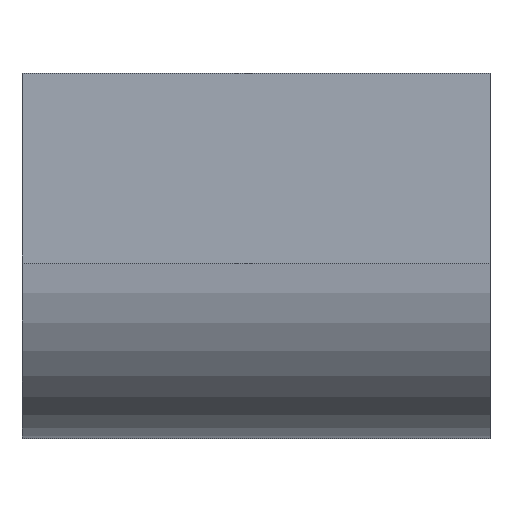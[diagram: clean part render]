
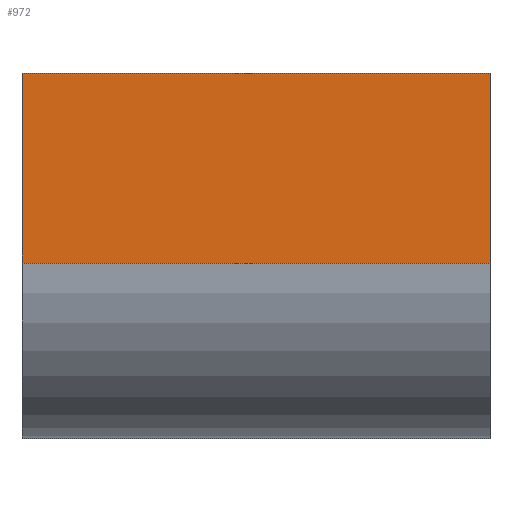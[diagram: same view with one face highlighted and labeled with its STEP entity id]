
A CAD part, front view. The second image highlights one B-rep face of the part: STEP entity #972.
In plain terms, the highlighted planar face has unit normal (0, -1, 0).
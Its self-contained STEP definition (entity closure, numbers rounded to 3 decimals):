
#84=FACE_OUTER_BOUND('',#140,.T.);
#140=EDGE_LOOP('',(#809,#810,#811,#812));
#201=LINE('',#1385,#300);
#273=LINE('',#1616,#372);
#279=LINE('',#1627,#378);
#280=LINE('',#1628,#379);
#300=VECTOR('',#1102,10.);
#372=VECTOR('',#1316,10.);
#378=VECTOR('',#1326,10.);
#379=VECTOR('',#1327,10.);
#390=VERTEX_POINT('',#1362);
#401=VERTEX_POINT('',#1383);
#472=VERTEX_POINT('',#1612);
#474=VERTEX_POINT('',#1615);
#489=EDGE_CURVE('',#401,#390,#201,.T.);
#598=EDGE_CURVE('',#474,#472,#273,.T.);
#605=EDGE_CURVE('',#472,#390,#279,.T.);
#606=EDGE_CURVE('',#401,#474,#280,.T.);
#809=ORIENTED_EDGE('',*,*,#605,.T.);
#810=ORIENTED_EDGE('',*,*,#489,.F.);
#811=ORIENTED_EDGE('',*,*,#606,.T.);
#812=ORIENTED_EDGE('',*,*,#598,.T.);
#922=PLANE('',#1073);
#972=ADVANCED_FACE('',(#84),#922,.F.);
#1073=AXIS2_PLACEMENT_3D('',#1626,#1324,#1325);
#1102=DIRECTION('',(0.,0.,1.));
#1316=DIRECTION('',(0.,0.,1.));
#1324=DIRECTION('center_axis',(0.,1.,0.));
#1325=DIRECTION('ref_axis',(0.,0.,-1.));
#1326=DIRECTION('',(-1.,0.,0.));
#1327=DIRECTION('',(1.,0.,0.));
#1362=CARTESIAN_POINT('',(-50.,-220.,8.));
#1383=CARTESIAN_POINT('',(-50.,-220.,-32.5));
#1385=CARTESIAN_POINT('',(-50.,-220.,-70.));
#1612=CARTESIAN_POINT('',(50.,-220.,8.));
#1615=CARTESIAN_POINT('',(50.,-220.,-32.5));
#1616=CARTESIAN_POINT('',(50.,-220.,-70.));
#1626=CARTESIAN_POINT('Origin',(50.,-220.,8.));
#1627=CARTESIAN_POINT('',(50.,-220.,8.));
#1628=CARTESIAN_POINT('',(-50.,-220.,-32.5));
